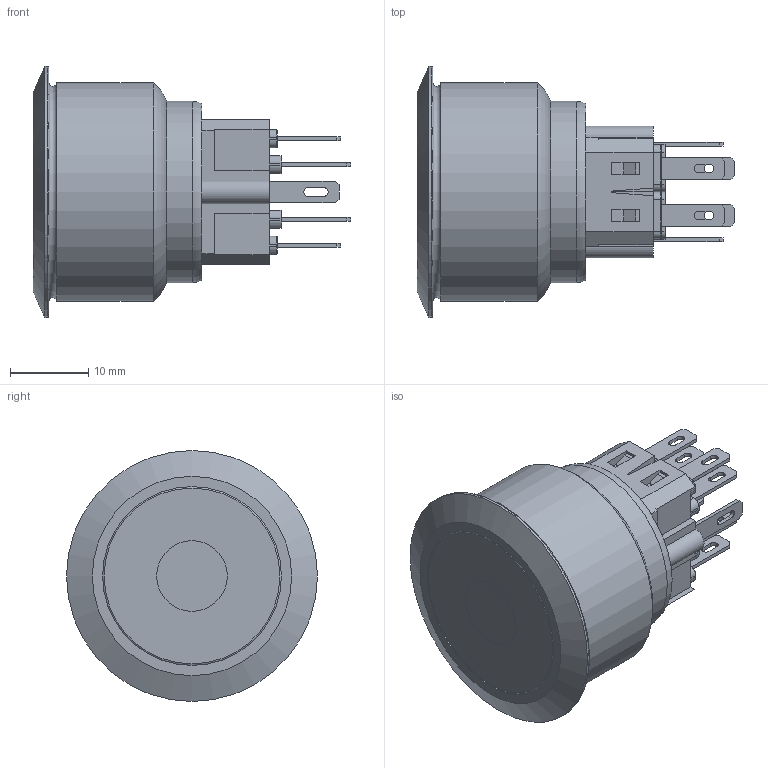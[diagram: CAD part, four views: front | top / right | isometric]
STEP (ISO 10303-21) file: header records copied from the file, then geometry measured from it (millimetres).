
FILE_DESCRIPTION(/* description */ (''),/* implementation_level */ '2;1');
FILE_NAME(/* name */ 'PV9F2V0SS-241_Shrinkwrap_1.stp',/* time_stamp */ '2023-02-28T08:52:25-06:00',/* author */ ('jmeyers'),/* organization */ (''),/* preprocessor_version */ 'ST-DEVELOPER v18.1',/* originating_system */ 'Autodesk Inventor 2020',/* authorisation */ '');
FILE_SCHEMA (('AUTOMOTIVE_DESIGN { 1 0 10303 214 3 1 1 }'));
Length unit declared in the file: millimetre
Products named in the file (1): PV9F2V0SS-241_Shrinkwrap_1
Bounding box: 40.5 x 32 x 32 mm (x, y, z)
Volume: 14517.9 mm3; surface area: 4819.8 mm2
Topology: 1 solids, 1 shells, 400 faces, 1030 edges, 641 vertices
Faces by surface type: plane 255, cylinder 107, torus 37, cone 1
Full cylindrical faces by diameter (mm): 1.75 x1, 22.8 x1, 23.1 x1, 27.9 x1, 32 x1
Entity records: 12087 total; most frequent: DIRECTION 2104, CARTESIAN_POINT 2072, ORIENTED_EDGE 2060, EDGE_CURVE 1030, LINE 758, VECTOR 758, AXIS2_PLACEMENT_3D 673, VERTEX_POINT 641
